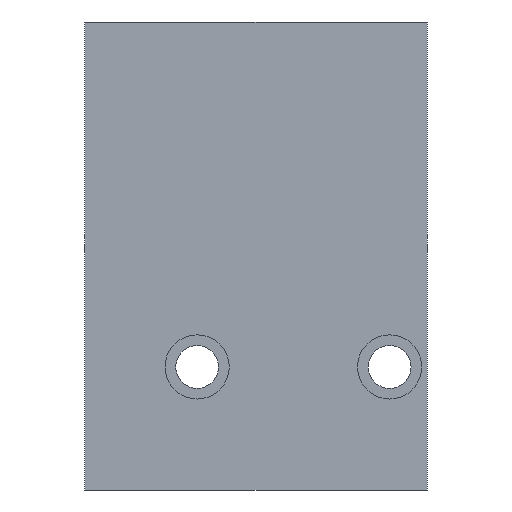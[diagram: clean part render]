
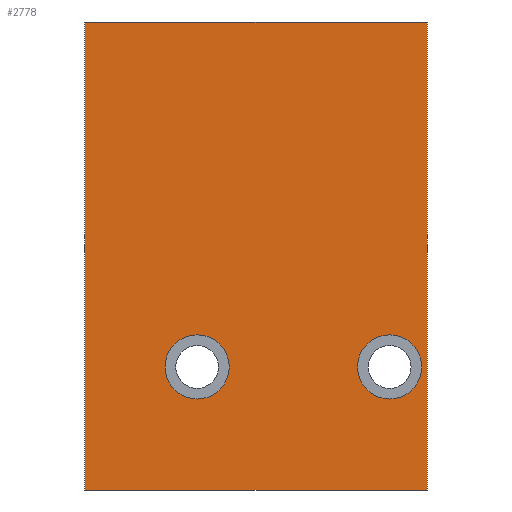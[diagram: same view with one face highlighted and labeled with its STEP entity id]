
A CAD part, front view. The second image highlights one B-rep face of the part: STEP entity #2778.
In plain terms, the highlighted planar face has unit normal (0, -1, 0).
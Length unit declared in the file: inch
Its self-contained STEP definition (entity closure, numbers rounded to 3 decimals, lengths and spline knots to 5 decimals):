
#5=DIRECTION('',(1.,0.,0.));
#6=VECTOR('',#5,4.);
#7=CARTESIAN_POINT('',(0.,-2.188,0.));
#8=LINE('',#7,#6);
#75=DIRECTION('',(0.,0.,1.));
#76=VECTOR('',#75,5.469);
#77=CARTESIAN_POINT('',(4.,-2.188,0.));
#78=LINE('',#77,#76);
#79=DIRECTION('',(0.,0.,1.));
#80=VECTOR('',#79,5.469);
#81=CARTESIAN_POINT('',(0.,-2.188,0.));
#82=LINE('',#81,#80);
#83=CARTESIAN_POINT('',(1.312,-2.188,1.438));
#84=DIRECTION('',(0.,1.,0.));
#85=DIRECTION('',(0.,0.,-1.));
#86=AXIS2_PLACEMENT_3D('',#83,#84,#85);
#88=CARTESIAN_POINT('',(1.312,-2.188,1.438));
#89=DIRECTION('',(0.,1.,0.));
#90=DIRECTION('',(0.,0.,1.));
#91=AXIS2_PLACEMENT_3D('',#88,#89,#90);
#93=CARTESIAN_POINT('',(3.562,-2.188,1.438));
#94=DIRECTION('',(0.,1.,0.));
#95=DIRECTION('',(0.,0.,-1.));
#96=AXIS2_PLACEMENT_3D('',#93,#94,#95);
#98=CARTESIAN_POINT('',(3.562,-2.188,1.438));
#99=DIRECTION('',(0.,1.,0.));
#100=DIRECTION('',(0.,0.,1.));
#101=AXIS2_PLACEMENT_3D('',#98,#99,#100);
#115=DIRECTION('',(1.,0.,0.));
#116=VECTOR('',#115,4.);
#117=CARTESIAN_POINT('',(0.,-2.188,5.469));
#118=LINE('',#117,#116);
#2407=CARTESIAN_POINT('',(0.,-2.188,0.));
#2409=VERTEX_POINT('',#2407);
#2410=CARTESIAN_POINT('',(4.,-2.188,0.));
#2411=VERTEX_POINT('',#2410);
#2415=CARTESIAN_POINT('',(0.,-2.188,5.469));
#2417=VERTEX_POINT('',#2415);
#2418=CARTESIAN_POINT('',(4.,-2.188,5.469));
#2419=VERTEX_POINT('',#2418);
#2645=CARTESIAN_POINT('',(1.312,-2.188,1.063));
#2646=CARTESIAN_POINT('',(1.312,-2.188,1.813));
#2647=VERTEX_POINT('',#2645);
#2648=VERTEX_POINT('',#2646);
#2657=CARTESIAN_POINT('',(3.562,-2.188,1.063));
#2658=CARTESIAN_POINT('',(3.562,-2.188,1.813));
#2659=VERTEX_POINT('',#2657);
#2660=VERTEX_POINT('',#2658);
#2754=CARTESIAN_POINT('',(0.,-2.188,0.));
#2755=DIRECTION('',(0.,-1.,0.));
#2756=DIRECTION('',(1.,0.,0.));
#2757=AXIS2_PLACEMENT_3D('',#2754,#2755,#2756);
#2758=PLANE('',#2757);
#2759=ORIENTED_EDGE('',*,*,#2672,.F.);
#2760=ORIENTED_EDGE('',*,*,#2703,.T.);
#2762=ORIENTED_EDGE('',*,*,#2761,.T.);
#2763=ORIENTED_EDGE('',*,*,#2746,.F.);
#2764=EDGE_LOOP('',(#2759,#2760,#2762,#2763));
#2765=FACE_OUTER_BOUND('',#2764,.F.);
#2767=ORIENTED_EDGE('',*,*,#2766,.F.);
#2769=ORIENTED_EDGE('',*,*,#2768,.F.);
#2770=EDGE_LOOP('',(#2767,#2769));
#2771=FACE_BOUND('',#2770,.F.);
#2773=ORIENTED_EDGE('',*,*,#2772,.F.);
#2775=ORIENTED_EDGE('',*,*,#2774,.F.);
#2776=EDGE_LOOP('',(#2773,#2775));
#2777=FACE_BOUND('',#2776,.F.);
#2778=ADVANCED_FACE('',(#2765,#2771,#2777),#2758,.T.);
#87=CIRCLE('',#86,0.375);
#92=CIRCLE('',#91,0.375);
#97=CIRCLE('',#96,0.375);
#102=CIRCLE('',#101,0.375);
#2672=EDGE_CURVE('',#2409,#2411,#8,.T.);
#2703=EDGE_CURVE('',#2409,#2417,#82,.T.);
#2746=EDGE_CURVE('',#2411,#2419,#78,.T.);
#2761=EDGE_CURVE('',#2417,#2419,#118,.T.);
#2766=EDGE_CURVE('',#2647,#2648,#87,.T.);
#2768=EDGE_CURVE('',#2648,#2647,#92,.T.);
#2772=EDGE_CURVE('',#2659,#2660,#97,.T.);
#2774=EDGE_CURVE('',#2660,#2659,#102,.T.);
